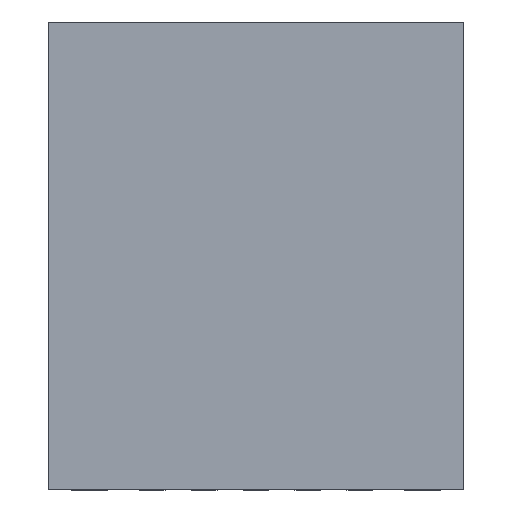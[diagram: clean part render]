
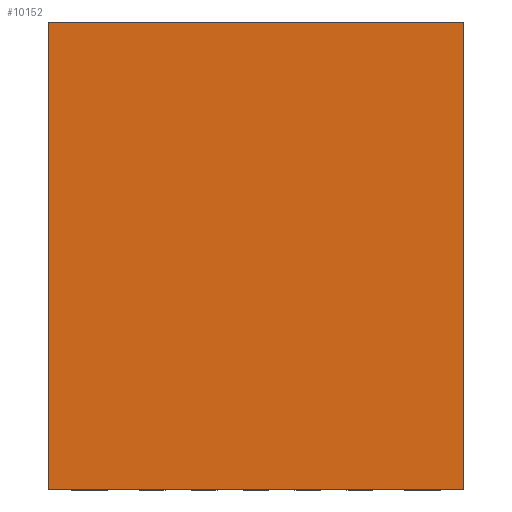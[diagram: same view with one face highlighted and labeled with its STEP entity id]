
A CAD part, top view. The second image highlights one B-rep face of the part: STEP entity #10152.
In plain terms, the highlighted face is planar.
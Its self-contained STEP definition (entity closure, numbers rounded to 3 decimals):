
#7886=DIRECTION('',(0.,0.,1.));
#7887=VECTOR('',#7886,4.);
#7888=CARTESIAN_POINT('',(-2.25,0.875,-2.));
#7889=LINE('',#7888,#7887);
#7893=DIRECTION('',(-1.,0.,0.));
#7894=VECTOR('',#7893,4.5);
#7895=CARTESIAN_POINT('',(2.25,0.875,-2.));
#7896=LINE('',#7895,#7894);
#7900=DIRECTION('',(0.,0.,-1.));
#7901=VECTOR('',#7900,4.);
#7902=CARTESIAN_POINT('',(2.25,0.875,2.));
#7903=LINE('',#7902,#7901);
#7907=DIRECTION('',(1.,0.,0.));
#7908=VECTOR('',#7907,4.5);
#7909=CARTESIAN_POINT('',(-2.25,0.875,2.));
#7910=LINE('',#7909,#7908);
#8627=CARTESIAN_POINT('',(-2.25,0.875,-2.));
#8628=CARTESIAN_POINT('',(-2.25,0.875,2.));
#8629=VERTEX_POINT('',#8627);
#8630=VERTEX_POINT('',#8628);
#8631=CARTESIAN_POINT('',(2.25,0.875,2.));
#8632=VERTEX_POINT('',#8631);
#8633=CARTESIAN_POINT('',(2.25,0.875,-2.));
#8634=VERTEX_POINT('',#8633);
#10141=CARTESIAN_POINT('',(0.,0.875,0.));
#10142=DIRECTION('',(0.,1.,0.));
#10143=DIRECTION('',(1.,0.,0.));
#10144=AXIS2_PLACEMENT_3D('',#10141,#10142,#10143);
#10145=PLANE('',#10144);
#10146=ORIENTED_EDGE('',*,*,#9974,.F.);
#10147=ORIENTED_EDGE('',*,*,#9492,.F.);
#10148=ORIENTED_EDGE('',*,*,#9834,.F.);
#10149=ORIENTED_EDGE('',*,*,#9896,.F.);
#10150=EDGE_LOOP('',(#10146,#10147,#10148,#10149));
#10151=FACE_OUTER_BOUND('',#10150,.F.);
#9492=EDGE_CURVE('',#8634,#8629,#7896,.T.);
#9834=EDGE_CURVE('',#8632,#8634,#7903,.T.);
#9896=EDGE_CURVE('',#8630,#8632,#7910,.T.);
#9974=EDGE_CURVE('',#8629,#8630,#7889,.T.);
#10152=ADVANCED_FACE('',(#10151),#10145,.T.);
